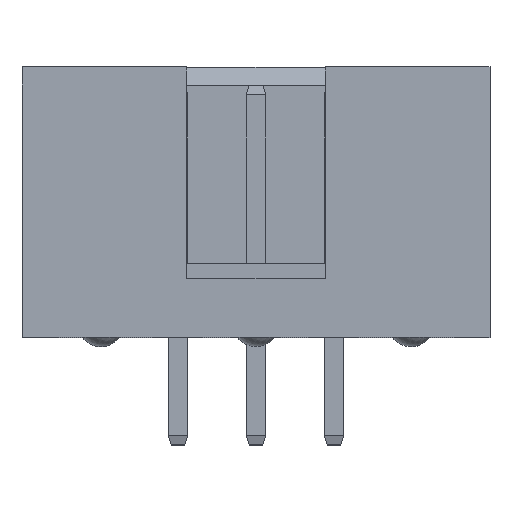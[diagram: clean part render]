
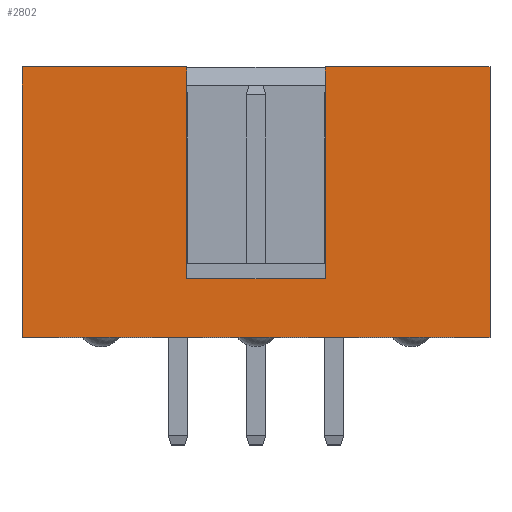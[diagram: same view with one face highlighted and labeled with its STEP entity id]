
A CAD part, top view. The second image highlights one B-rep face of the part: STEP entity #2802.
In plain terms, the highlighted planar face has unit normal (0, 0, 1).
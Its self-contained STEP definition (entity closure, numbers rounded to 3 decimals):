
#73=FACE_OUTER_BOUND('',#246,.T.);
#246=EDGE_LOOP('',(#1914,#1915,#1916,#1917,#1918,#1919,#1920,#1921));
#426=LINE('',#3917,#811);
#436=LINE('',#3937,#821);
#440=LINE('',#3944,#825);
#453=LINE('',#3970,#838);
#477=LINE('',#4033,#862);
#478=LINE('',#4035,#863);
#479=LINE('',#4037,#864);
#480=LINE('',#4038,#865);
#811=VECTOR('',#3157,6.9);
#821=VECTOR('',#3169,5.37);
#825=VECTOR('',#3173,5.37);
#838=VECTOR('',#3196,6.9);
#862=VECTOR('',#3250,4.5);
#863=VECTOR('',#3251,8.8);
#864=VECTOR('',#3252,15.24);
#865=VECTOR('',#3253,8.8);
#1195=VERTEX_POINT('',#3914);
#1196=VERTEX_POINT('',#3916);
#1204=VERTEX_POINT('',#3934);
#1205=VERTEX_POINT('',#3936);
#1208=VERTEX_POINT('',#3942);
#1216=VERTEX_POINT('',#3968);
#1241=VERTEX_POINT('',#4034);
#1242=VERTEX_POINT('',#4036);
#1436=EDGE_CURVE('',#1195,#1196,#426,.T.);
#1446=EDGE_CURVE('',#1204,#1205,#436,.T.);
#1450=EDGE_CURVE('',#1208,#1195,#440,.T.);
#1463=EDGE_CURVE('',#1204,#1216,#453,.T.);
#1493=EDGE_CURVE('',#1196,#1216,#477,.T.);
#1494=EDGE_CURVE('',#1208,#1241,#478,.T.);
#1495=EDGE_CURVE('',#1242,#1241,#479,.T.);
#1496=EDGE_CURVE('',#1242,#1205,#480,.T.);
#1914=ORIENTED_EDGE('',*,*,#1463,.T.);
#1915=ORIENTED_EDGE('',*,*,#1493,.F.);
#1916=ORIENTED_EDGE('',*,*,#1436,.F.);
#1917=ORIENTED_EDGE('',*,*,#1450,.F.);
#1918=ORIENTED_EDGE('',*,*,#1494,.T.);
#1919=ORIENTED_EDGE('',*,*,#1495,.F.);
#1920=ORIENTED_EDGE('',*,*,#1496,.T.);
#1921=ORIENTED_EDGE('',*,*,#1446,.F.);
#2635=PLANE('',#2983);
#2802=ADVANCED_FACE('',(#73),#2635,.F.);
#2983=AXIS2_PLACEMENT_3D('',#4032,#3248,#3249);
#3157=DIRECTION('',(0.,-1.,0.));
#3169=DIRECTION('',(1.,0.,0.));
#3173=DIRECTION('',(1.,0.,0.));
#3196=DIRECTION('',(0.,-1.,0.));
#3248=DIRECTION('center_axis',(0.,0.,-1.));
#3249=DIRECTION('ref_axis',(-1.,0.,0.));
#3250=DIRECTION('',(1.,0.,0.));
#3251=DIRECTION('',(0.,-1.,0.));
#3252=DIRECTION('',(-1.,0.,0.));
#3253=DIRECTION('',(0.,1.,0.));
#3914=CARTESIAN_POINT('',(-3.52,8.8,4.375));
#3916=CARTESIAN_POINT('',(-3.52,1.9,4.375));
#3917=CARTESIAN_POINT('',(-3.52,8.8,4.375));
#3934=CARTESIAN_POINT('',(0.98,8.8,4.375));
#3936=CARTESIAN_POINT('',(6.35,8.8,4.375));
#3937=CARTESIAN_POINT('',(-19.05,8.8,4.375));
#3942=CARTESIAN_POINT('',(-8.89,8.8,4.375));
#3944=CARTESIAN_POINT('',(-8.89,8.8,4.375));
#3968=CARTESIAN_POINT('',(0.98,1.9,4.375));
#3970=CARTESIAN_POINT('',(0.98,8.8,4.375));
#4032=CARTESIAN_POINT('Origin',(-8.89,8.8,4.375));
#4033=CARTESIAN_POINT('',(-13.97,1.9,4.375));
#4034=CARTESIAN_POINT('',(-8.89,0.,4.375));
#4035=CARTESIAN_POINT('',(-8.89,8.8,4.375));
#4036=CARTESIAN_POINT('',(6.35,0.,4.375));
#4037=CARTESIAN_POINT('',(3.709,0.,4.375));
#4038=CARTESIAN_POINT('',(6.35,8.8,4.375));
